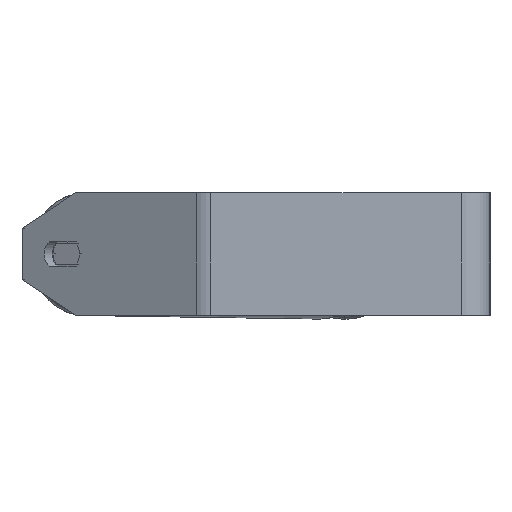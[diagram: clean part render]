
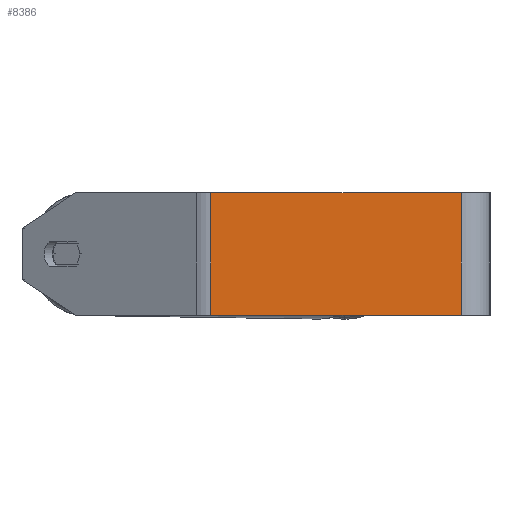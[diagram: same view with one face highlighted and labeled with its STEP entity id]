
A CAD part, left-side view. The second image highlights one B-rep face of the part: STEP entity #8386.
In plain terms, the highlighted planar face has unit normal (-1, 0, 0).
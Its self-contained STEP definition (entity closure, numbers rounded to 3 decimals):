
#316 = CARTESIAN_POINT ( 'NONE',  ( -415., 136.739, 30. ) ) ;
#656 = VERTEX_POINT ( 'NONE', #316 ) ;
#693 = EDGE_CURVE ( 'NONE', #656, #1943, #2462, .T. ) ;
#853 = ORIENTED_EDGE ( 'NONE', *, *, #4354, .T. ) ;
#1569 = CARTESIAN_POINT ( 'NONE',  ( -415., 140.49, 30. ) ) ;
#1572 = DIRECTION ( 'NONE',  ( 0., 0., -1. ) ) ;
#1733 = VERTEX_POINT ( 'NONE', #2674 ) ;
#1943 = VERTEX_POINT ( 'NONE', #4714 ) ;
#2289 = LINE ( 'NONE', #4992, #7461 ) ;
#2462 = LINE ( 'NONE', #1569, #2652 ) ;
#2652 = VECTOR ( 'NONE', #3282, 1000. ) ;
#2674 = CARTESIAN_POINT ( 'NONE',  ( -415., 136.739, -30. ) ) ;
#2928 = AXIS2_PLACEMENT_3D ( 'NONE', #4159, #6897, #4680 ) ;
#3282 = DIRECTION ( 'NONE',  ( 0., -1., 0. ) ) ;
#3300 = ORIENTED_EDGE ( 'NONE', *, *, #6552, .T. ) ;
#4159 = CARTESIAN_POINT ( 'NONE',  ( -415., 140.49, 30. ) ) ;
#4188 = ORIENTED_EDGE ( 'NONE', *, *, #4272, .F. ) ;
#4272 = EDGE_CURVE ( 'NONE', #1943, #7713, #7242, .T. ) ;
#4354 = EDGE_CURVE ( 'NONE', #1733, #7713, #8752, .T. ) ;
#4680 = DIRECTION ( 'NONE',  ( 0., 0., -1. ) ) ;
#4714 = CARTESIAN_POINT ( 'NONE',  ( -415., 14., 30. ) ) ;
#4992 = CARTESIAN_POINT ( 'NONE',  ( -415., 136.739, 30. ) ) ;
#5186 = FACE_OUTER_BOUND ( 'NONE', #7373, .T. ) ;
#5367 = CARTESIAN_POINT ( 'NONE',  ( -415., 140.49, -30. ) ) ;
#6026 = VECTOR ( 'NONE', #8075, 1000. ) ;
#6436 = CARTESIAN_POINT ( 'NONE',  ( -415., 14., 30. ) ) ;
#6534 = DIRECTION ( 'NONE',  ( 0., 0., -1. ) ) ;
#6552 = EDGE_CURVE ( 'NONE', #656, #1733, #2289, .T. ) ;
#6744 = ORIENTED_EDGE ( 'NONE', *, *, #693, .F. ) ;
#6897 = DIRECTION ( 'NONE',  ( 1., 0., 0. ) ) ;
#7242 = LINE ( 'NONE', #6436, #8294 ) ;
#7268 = CARTESIAN_POINT ( 'NONE',  ( -415., 14., -30. ) ) ;
#7373 = EDGE_LOOP ( 'NONE', ( #853, #4188, #6744, #3300 ) ) ;
#7461 = VECTOR ( 'NONE', #1572, 1000. ) ;
#7713 = VERTEX_POINT ( 'NONE', #7268 ) ;
#7894 = PLANE ( 'NONE',  #2928 ) ;
#8075 = DIRECTION ( 'NONE',  ( 0., -1., 0. ) ) ;
#8294 = VECTOR ( 'NONE', #6534, 1000. ) ;
#8386 = ADVANCED_FACE ( 'NONE', ( #5186 ), #7894, .F. ) ;
#8752 = LINE ( 'NONE', #5367, #6026 ) ;
